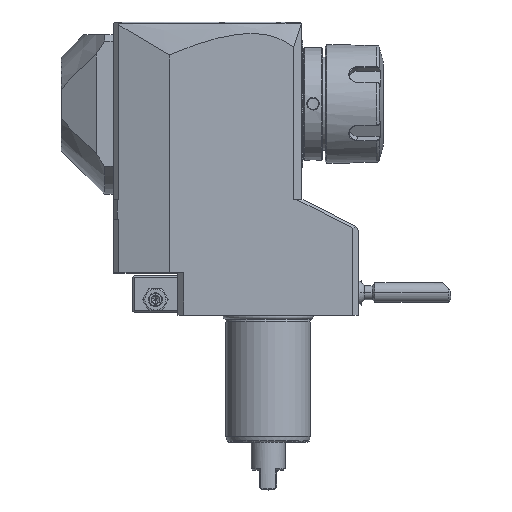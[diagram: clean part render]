
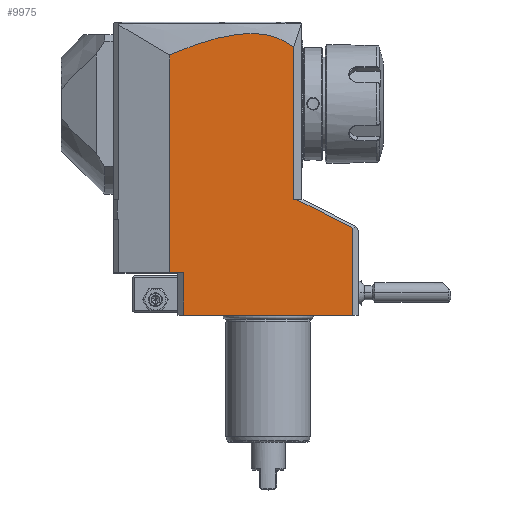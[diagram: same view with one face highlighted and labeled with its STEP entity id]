
A CAD part, top view. The second image highlights one B-rep face of the part: STEP entity #9975.
In plain terms, the highlighted planar face has unit normal (0, 0, 1).
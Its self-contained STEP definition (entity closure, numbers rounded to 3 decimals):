
#69=DIRECTION('',(0.,1.,0.));
#70=VECTOR('',#69,77.292);
#71=CARTESIAN_POINT('',(-12.,-26.,32.));
#72=LINE('',#71,#70);
#73=CARTESIAN_POINT('',(32.,53.997,32.));
#74=CARTESIAN_POINT('',(31.765,54.193,32.));
#75=CARTESIAN_POINT('',(31.29,54.57,32.));
#76=CARTESIAN_POINT('',(30.564,55.098,32.));
#77=CARTESIAN_POINT('',(29.821,55.589,32.));
#78=CARTESIAN_POINT('',(29.063,56.044,32.));
#79=CARTESIAN_POINT('',(28.283,56.466,32.));
#80=CARTESIAN_POINT('',(27.479,56.856,32.));
#81=CARTESIAN_POINT('',(26.651,57.214,32.));
#82=CARTESIAN_POINT('',(25.796,57.54,32.));
#83=CARTESIAN_POINT('',(24.907,57.836,32.));
#84=CARTESIAN_POINT('',(23.982,58.1,32.));
#85=CARTESIAN_POINT('',(23.019,58.331,32.));
#86=CARTESIAN_POINT('',(22.01,58.529,32.));
#87=CARTESIAN_POINT('',(20.95,58.692,32.));
#88=CARTESIAN_POINT('',(19.835,58.816,32.));
#89=CARTESIAN_POINT('',(18.657,58.901,32.));
#90=CARTESIAN_POINT('',(17.408,58.941,32.));
#91=CARTESIAN_POINT('',(16.083,58.932,32.));
#92=CARTESIAN_POINT('',(14.668,58.87,32.));
#93=CARTESIAN_POINT('',(13.148,58.746,32.));
#94=CARTESIAN_POINT('',(11.511,58.554,32.));
#95=CARTESIAN_POINT('',(9.749,58.284,32.));
#96=CARTESIAN_POINT('',(7.854,57.928,32.));
#97=CARTESIAN_POINT('',(5.834,57.479,32.));
#98=CARTESIAN_POINT('',(3.705,56.938,32.));
#99=CARTESIAN_POINT('',(1.457,56.296,32.));
#100=CARTESIAN_POINT('',(-0.924,55.547,32.));
#101=CARTESIAN_POINT('',(-3.446,54.684,32.));
#102=CARTESIAN_POINT('',(-6.119,53.697,32.));
#103=CARTESIAN_POINT('',(-8.955,52.579,32.));
#104=CARTESIAN_POINT('',(-10.966,51.737,32.));
#105=CARTESIAN_POINT('',(-12.,51.292,32.));
#107=DIRECTION('',(0.,-1.,0.));
#108=VECTOR('',#107,53.997);
#109=CARTESIAN_POINT('',(32.,53.997,32.));
#110=LINE('',#109,#108);
#111=DIRECTION('',(-0.891,0.454,0.));
#112=VECTOR('',#111,22.254);
#113=CARTESIAN_POINT('',(53.,-10.103,32.));
#114=LINE('',#113,#112);
#119=DIRECTION('',(0.,1.,0.));
#120=VECTOR('',#119,30.897);
#121=CARTESIAN_POINT('',(53.,-41.,32.));
#122=LINE('',#121,#120);
#257=DIRECTION('',(0.,-1.,0.));
#258=VECTOR('',#257,15.);
#259=CARTESIAN_POINT('',(-7.,-26.,32.));
#260=LINE('',#259,#258);
#281=DIRECTION('',(-1.,0.,0.));
#282=VECTOR('',#281,60.);
#283=CARTESIAN_POINT('',(53.,-41.,32.));
#284=LINE('',#283,#282);
#1692=DIRECTION('',(1.,0.,0.));
#1693=VECTOR('',#1692,5.);
#1694=CARTESIAN_POINT('',(-12.,-26.,32.));
#1695=LINE('',#1694,#1693);
#1921=DIRECTION('',(1.,0.,0.));
#1922=VECTOR('',#1921,1.171);
#1923=CARTESIAN_POINT('',(32.,0.,32.));
#1924=LINE('',#1923,#1922);
#8834=VERTEX_POINT('',#73);
#8835=VERTEX_POINT('',#105);
#9131=CARTESIAN_POINT('',(33.171,0.,32.));
#9133=VERTEX_POINT('',#9131);
#9137=CARTESIAN_POINT('',(53.,-10.103,32.));
#9138=VERTEX_POINT('',#9137);
#9155=CARTESIAN_POINT('',(32.,0.,32.));
#9156=VERTEX_POINT('',#9155);
#9255=CARTESIAN_POINT('',(-7.,-26.,32.));
#9256=VERTEX_POINT('',#9255);
#9664=CARTESIAN_POINT('',(-12.,-26.,32.));
#9666=VERTEX_POINT('',#9664);
#9694=CARTESIAN_POINT('',(53.,-41.,32.));
#9695=VERTEX_POINT('',#9694);
#9696=CARTESIAN_POINT('',(-7.,-41.,32.));
#9697=VERTEX_POINT('',#9696);
#9951=CARTESIAN_POINT('',(-32.,0.,32.));
#9952=DIRECTION('',(0.,0.,1.));
#9953=DIRECTION('',(1.,0.,0.));
#9954=AXIS2_PLACEMENT_3D('',#9951,#9952,#9953);
#9955=PLANE('',#9954);
#9957=ORIENTED_EDGE('',*,*,#9956,.F.);
#9959=ORIENTED_EDGE('',*,*,#9958,.T.);
#9961=ORIENTED_EDGE('',*,*,#9960,.F.);
#9963=ORIENTED_EDGE('',*,*,#9962,.F.);
#9964=ORIENTED_EDGE('',*,*,#9935,.T.);
#9966=ORIENTED_EDGE('',*,*,#9965,.F.);
#9968=ORIENTED_EDGE('',*,*,#9967,.T.);
#9970=ORIENTED_EDGE('',*,*,#9969,.T.);
#9972=ORIENTED_EDGE('',*,*,#9971,.F.);
#9973=EDGE_LOOP('',(#9957,#9959,#9961,#9963,#9964,#9966,#9968,#9970,#9972));
#9974=FACE_OUTER_BOUND('',#9973,.F.);
#106=B_SPLINE_CURVE_WITH_KNOTS('',3,(#73,#74,#75,#76,#77,#78,#79,#80,#81,#82,
#83,#84,#85,#86,#87,#88,#89,#90,#91,#92,#93,#94,#95,#96,#97,#98,#99,#100,#101,
#102,#103,#104,#105),.UNSPECIFIED.,.F.,.F.,(4,1,1,1,1,1,1,1,1,1,1,1,1,1,1,1,1,1,
1,1,1,1,1,1,1,1,1,1,1,1,4),(0.,0.033,0.067,0.1,
0.133,0.167,0.2,0.233,0.267,
0.3,0.333,0.367,0.4,0.433,
0.467,0.5,0.533,0.567,0.6,
0.633,0.667,0.7,0.733,0.767,
0.8,0.833,0.867,0.9,0.933,
0.967,1.),.UNSPECIFIED.);
#9935=EDGE_CURVE('',#9666,#8835,#72,.T.);
#9956=EDGE_CURVE('',#9695,#9138,#122,.T.);
#9958=EDGE_CURVE('',#9695,#9697,#284,.T.);
#9960=EDGE_CURVE('',#9256,#9697,#260,.T.);
#9962=EDGE_CURVE('',#9666,#9256,#1695,.T.);
#9965=EDGE_CURVE('',#8834,#8835,#106,.T.);
#9967=EDGE_CURVE('',#8834,#9156,#110,.T.);
#9969=EDGE_CURVE('',#9156,#9133,#1924,.T.);
#9971=EDGE_CURVE('',#9138,#9133,#114,.T.);
#9975=ADVANCED_FACE('',(#9974),#9955,.T.);
